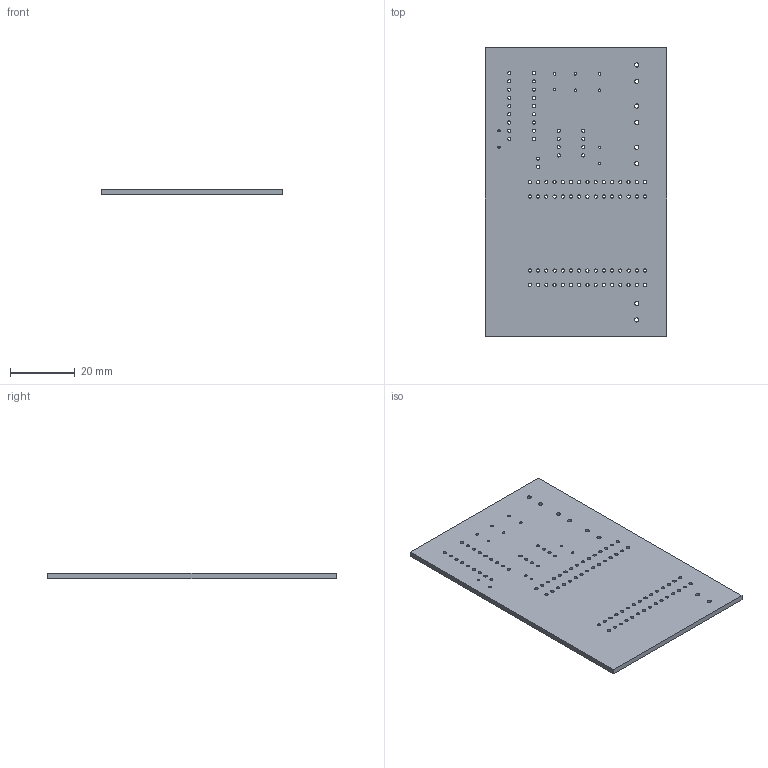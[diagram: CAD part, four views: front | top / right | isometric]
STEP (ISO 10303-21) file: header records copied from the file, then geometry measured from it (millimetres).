
FILE_DESCRIPTION(('KiCad electronic assembly'),'2;1');
FILE_NAME('SensorBoard.step','2022-09-13T23:58:55',('Pcbnew'),('Kicad'), 'Open CASCADE STEP processor 7.5','KiCad to STEP converter','Unknown' );
FILE_SCHEMA(('AUTOMOTIVE_DESIGN { 1 0 10303 214 1 1 1 1 }'));
Length unit declared in the file: millimetre
Products named in the file (2): SensorBoard 1; _autosave-SensorBoard PCB
Assembly tree (1 placements, depth 2):
  SensorBoard 1
    _autosave-SensorBoard PCB
Bounding box: 56 x 89 x 1.6 mm (x, y, z)
Volume: 7840.6 mm3; surface area: 10795.4 mm2
Topology: 1 solids, 1 shells, 112 faces, 330 edges, 220 vertices
Faces by surface type: cylinder 106, plane 6
Full cylindrical faces by diameter (mm): 0.7 x4, 0.8 x6, 0.9 x2, 0.991 x26, 1 x60, 1.3 x8
Entity records: 9263 total; most frequent: CARTESIAN_POINT 2596, DIRECTION 1218, ORIENTED_EDGE 660, PCURVE 660, DEFINITIONAL_REPRESENTATION 660, LINE 566, VECTOR 566, EDGE_CURVE 330
